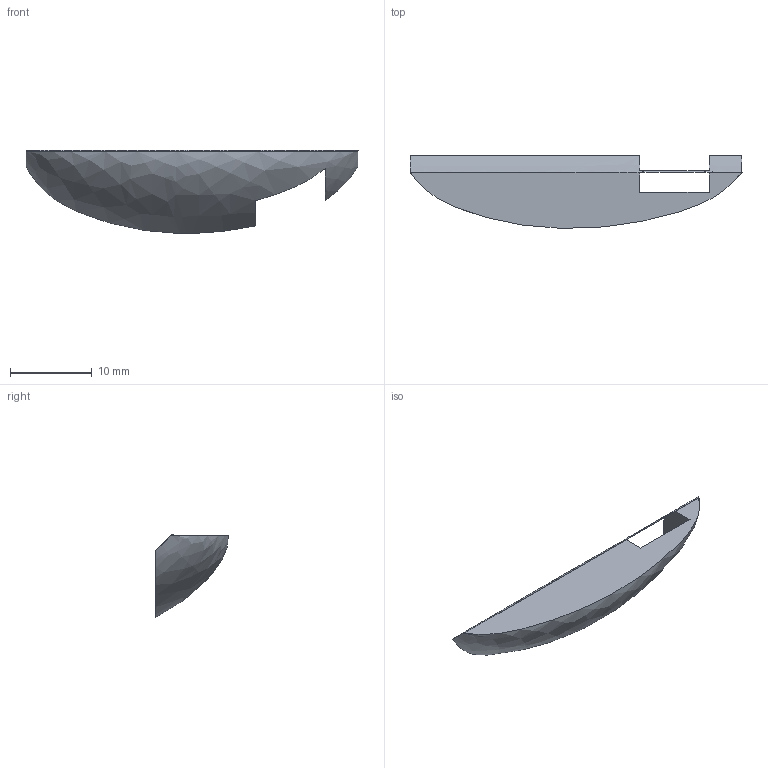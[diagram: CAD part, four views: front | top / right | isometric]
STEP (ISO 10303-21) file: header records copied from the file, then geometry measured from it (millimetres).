
FILE_DESCRIPTION (( 'STEP AP203' ), '1' );
FILE_NAME ('thigh.sldasm-Part-6_默认_sldprt.STEP', '2018-02-03T08:03:35', ( '' ), ( '' ), 'SwSTEP 2.0', 'SolidWorks 2014', '' );
FILE_SCHEMA (( 'CONFIG_CONTROL_DESIGN' ));
Length unit declared in the file: millimetre
Products named in the file (1): thigh.sldasm-Part-6_默认_sldprt
Bounding box: 40.5 x 8.89 x 10.15 mm (x, y, z)
Volume: 1288.9 mm3; surface area: 985 mm2
Topology: 1 solids, 1 shells, 10 faces, 29 edges, 19 vertices
Faces by surface type: plane 8, bspline 2
Entity records: 547 total; most frequent: CARTESIAN_POINT 238, ORIENTED_EDGE 58, DIRECTION 31, EDGE_CURVE 29, VERTEX_POINT 19, B_SPLINE_CURVE_WITH_KNOTS 16, LINE 13, VECTOR 13
